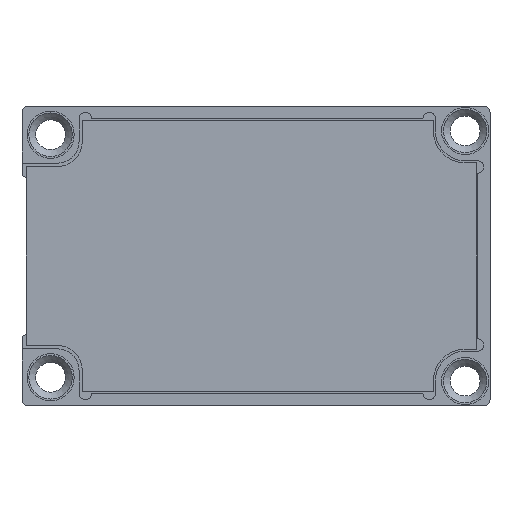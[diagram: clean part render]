
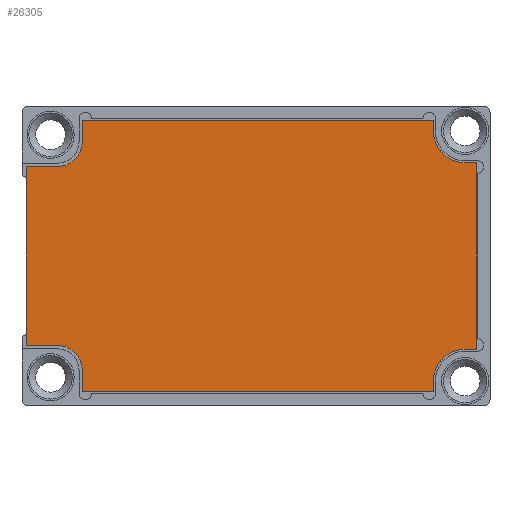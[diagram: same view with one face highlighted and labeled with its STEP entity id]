
A CAD part, front view. The second image highlights one B-rep face of the part: STEP entity #26305.
In plain terms, the highlighted planar face has unit normal (0, -1, 0).
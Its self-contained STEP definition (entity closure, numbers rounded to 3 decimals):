
#377=CIRCLE('',#28208,2.55);
#378=CIRCLE('',#28210,2.55);
#379=CIRCLE('',#28216,2.);
#380=CIRCLE('',#28218,2.);
#1080=FACE_OUTER_BOUND('',#2596,.T.);
#2596=EDGE_LOOP('',(#18131,#18132,#18133,#18134,#18135,#18136,#18137,#18138,
#18139,#18140,#18141,#18142,#18143,#18144,#18145,#18146));
#4426=LINE('',#38027,#7899);
#4429=LINE('',#38033,#7902);
#4431=LINE('',#38038,#7904);
#4434=LINE('',#38044,#7907);
#4437=LINE('',#38049,#7910);
#4438=LINE('',#38052,#7911);
#4440=LINE('',#38056,#7913);
#4443=LINE('',#38061,#7916);
#4444=LINE('',#38068,#7917);
#4447=LINE('',#38073,#7920);
#4448=LINE('',#38076,#7921);
#4451=LINE('',#38081,#7924);
#7899=VECTOR('',#30772,1000.);
#7902=VECTOR('',#30777,1000.);
#7904=VECTOR('',#30781,1000.);
#7907=VECTOR('',#30786,1000.);
#7910=VECTOR('',#30791,1000.);
#7911=VECTOR('',#30794,1000.);
#7913=VECTOR('',#30798,1000.);
#7916=VECTOR('',#30803,1000.);
#7917=VECTOR('',#30814,1000.);
#7920=VECTOR('',#30819,1000.);
#7921=VECTOR('',#30822,1000.);
#7924=VECTOR('',#30827,1000.);
#11254=VERTEX_POINT('',#38023);
#11255=VERTEX_POINT('',#38025);
#11256=VERTEX_POINT('',#38029);
#11257=VERTEX_POINT('',#38031);
#11258=VERTEX_POINT('',#38035);
#11259=VERTEX_POINT('',#38037);
#11260=VERTEX_POINT('',#38041);
#11261=VERTEX_POINT('',#38043);
#11262=VERTEX_POINT('',#38047);
#11263=VERTEX_POINT('',#38051);
#11264=VERTEX_POINT('',#38055);
#11265=VERTEX_POINT('',#38059);
#11266=VERTEX_POINT('',#38067);
#11267=VERTEX_POINT('',#38071);
#11268=VERTEX_POINT('',#38075);
#11269=VERTEX_POINT('',#38079);
#13822=EDGE_CURVE('',#11254,#11255,#4426,.T.);
#13825=EDGE_CURVE('',#11256,#11257,#4429,.T.);
#13827=EDGE_CURVE('',#11259,#11258,#4431,.T.);
#13830=EDGE_CURVE('',#11261,#11260,#4434,.T.);
#13833=EDGE_CURVE('',#11255,#11262,#4437,.T.);
#13834=EDGE_CURVE('',#11263,#11261,#4438,.T.);
#13836=EDGE_CURVE('',#11264,#11254,#4440,.T.);
#13839=EDGE_CURVE('',#11257,#11265,#4443,.T.);
#13840=EDGE_CURVE('',#11262,#11263,#377,.T.);
#13841=EDGE_CURVE('',#11265,#11264,#378,.T.);
#13842=EDGE_CURVE('',#11266,#11259,#4444,.T.);
#13845=EDGE_CURVE('',#11260,#11267,#4447,.T.);
#13846=EDGE_CURVE('',#11268,#11256,#4448,.T.);
#13849=EDGE_CURVE('',#11258,#11269,#4451,.T.);
#13850=EDGE_CURVE('',#11267,#11266,#379,.T.);
#13851=EDGE_CURVE('',#11269,#11268,#380,.T.);
#18131=ORIENTED_EDGE('',*,*,#13827,.T.);
#18132=ORIENTED_EDGE('',*,*,#13849,.T.);
#18133=ORIENTED_EDGE('',*,*,#13851,.T.);
#18134=ORIENTED_EDGE('',*,*,#13846,.T.);
#18135=ORIENTED_EDGE('',*,*,#13825,.T.);
#18136=ORIENTED_EDGE('',*,*,#13839,.T.);
#18137=ORIENTED_EDGE('',*,*,#13841,.T.);
#18138=ORIENTED_EDGE('',*,*,#13836,.T.);
#18139=ORIENTED_EDGE('',*,*,#13822,.T.);
#18140=ORIENTED_EDGE('',*,*,#13833,.T.);
#18141=ORIENTED_EDGE('',*,*,#13840,.T.);
#18142=ORIENTED_EDGE('',*,*,#13834,.T.);
#18143=ORIENTED_EDGE('',*,*,#13830,.T.);
#18144=ORIENTED_EDGE('',*,*,#13845,.T.);
#18145=ORIENTED_EDGE('',*,*,#13850,.T.);
#18146=ORIENTED_EDGE('',*,*,#13842,.T.);
#24934=PLANE('',#28219);
#26305=ADVANCED_FACE('',(#1080),#24934,.T.);
#28208=AXIS2_PLACEMENT_3D('',#38063,#30806,#30807);
#28210=AXIS2_PLACEMENT_3D('',#38065,#30810,#30811);
#28216=AXIS2_PLACEMENT_3D('',#38083,#30830,#30831);
#28218=AXIS2_PLACEMENT_3D('',#38085,#30834,#30835);
#28219=AXIS2_PLACEMENT_3D('',#38086,#30836,#30837);
#30772=DIRECTION('',(-1.,0.,0.));
#30777=DIRECTION('',(0.,0.,1.));
#30781=DIRECTION('',(1.,0.,0.));
#30786=DIRECTION('',(0.,0.,-1.));
#30791=DIRECTION('',(0.,0.,-1.));
#30794=DIRECTION('',(-1.,0.,0.));
#30798=DIRECTION('',(0.,0.,1.));
#30803=DIRECTION('',(-1.,0.,0.));
#30806=DIRECTION('center_axis',(0.,1.,0.));
#30807=DIRECTION('ref_axis',(0.,0.,
-1.));
#30810=DIRECTION('center_axis',(0.,1.,0.));
#30811=DIRECTION('ref_axis',(0.,0.,
-1.));
#30814=DIRECTION('',(0.,0.,-1.));
#30819=DIRECTION('',(1.,0.,0.));
#30822=DIRECTION('',(1.,0.,0.));
#30827=DIRECTION('',(0.,0.,1.));
#30830=DIRECTION('center_axis',(0.,1.,0.));
#30831=DIRECTION('ref_axis',(0.,0.,
-1.));
#30834=DIRECTION('center_axis',(0.,1.,0.));
#30835=DIRECTION('ref_axis',(0.,0.,
-1.));
#30836=DIRECTION('center_axis',(0.,-1.,0.));
#30837=DIRECTION('ref_axis',(0.,0.,
-1.));
#38023=CARTESIAN_POINT('',(21.3,-0.254,1.));
#38025=CARTESIAN_POINT('',(6.3,-0.254,1.));
#38027=CARTESIAN_POINT('',(21.3,-0.254,1.));
#38029=CARTESIAN_POINT('',(24.75,-0.254,-30.75));
#38031=CARTESIAN_POINT('',(24.75,-0.254,-2.45));
#38033=CARTESIAN_POINT('',(24.75,-0.254,-30.75));
#38035=CARTESIAN_POINT('',(21.003,-0.254,-35.25));
#38037=CARTESIAN_POINT('',(6.597,-0.254,-35.25));
#38038=CARTESIAN_POINT('',(6.597,-0.254,-35.25));
#38041=CARTESIAN_POINT('',(2.85,-0.254,-30.75));
#38043=CARTESIAN_POINT('',(2.85,-0.254,-2.45));
#38044=CARTESIAN_POINT('',(2.85,-0.254,-2.45));
#38047=CARTESIAN_POINT('',(6.3,-0.254,0.1));
#38049=CARTESIAN_POINT('',(6.3,-0.254,1.));
#38051=CARTESIAN_POINT('',(3.75,-0.254,-2.45));
#38052=CARTESIAN_POINT('',(3.75,-0.254,-2.45));
#38055=CARTESIAN_POINT('',(21.3,-0.254,0.1));
#38056=CARTESIAN_POINT('',(21.3,-0.254,0.1));
#38059=CARTESIAN_POINT('',(23.85,-0.254,-2.45));
#38061=CARTESIAN_POINT('',(24.75,-0.254,-2.45));
#38063=CARTESIAN_POINT('Origin',(3.75,-0.254,0.1));
#38065=CARTESIAN_POINT('Origin',(23.85,-0.254,0.1));
#38067=CARTESIAN_POINT('',(6.597,-0.254,-32.75));
#38068=CARTESIAN_POINT('',(6.597,-0.254,-32.75));
#38071=CARTESIAN_POINT('',(4.597,-0.254,-30.75));
#38073=CARTESIAN_POINT('',(2.85,-0.254,-30.75));
#38075=CARTESIAN_POINT('',(23.003,-0.254,-30.75));
#38076=CARTESIAN_POINT('',(23.003,-0.254,-30.75));
#38079=CARTESIAN_POINT('',(21.003,-0.254,-32.75));
#38081=CARTESIAN_POINT('',(21.003,-0.254,-35.25));
#38083=CARTESIAN_POINT('Origin',(4.597,-0.254,-32.75));
#38085=CARTESIAN_POINT('Origin',(23.003,-0.254,-32.75));
#38086=CARTESIAN_POINT('Origin',(23.003,-0.254,-32.75));
